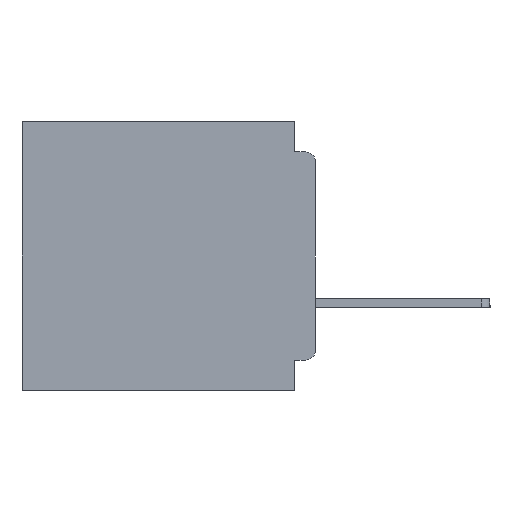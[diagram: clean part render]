
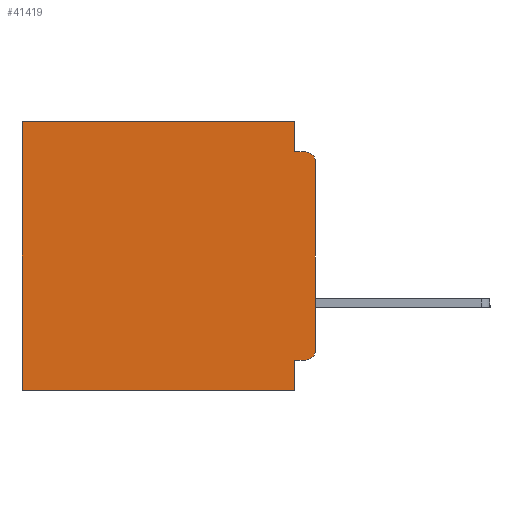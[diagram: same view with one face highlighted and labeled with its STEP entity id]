
A CAD part, left-side view. The second image highlights one B-rep face of the part: STEP entity #41419.
In plain terms, the highlighted planar face has unit normal (-1, 0, 0).
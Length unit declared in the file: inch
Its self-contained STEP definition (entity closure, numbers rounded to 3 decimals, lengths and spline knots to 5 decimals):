
#643 = DIRECTION ( 'NONE',  ( 0., 0., -1. ) ) ;
#1939 = EDGE_CURVE ( 'NONE', #32265, #5793, #33251, .T. ) ;
#3656 = VERTEX_POINT ( 'NONE', #9639 ) ;
#3906 = CARTESIAN_POINT ( 'NONE',  ( 0.3, 0.437, 0. ) ) ;
#4140 = EDGE_CURVE ( 'NONE', #6929, #22658, #22430, .T. ) ;
#4582 = VERTEX_POINT ( 'NONE', #26483 ) ;
#4823 = EDGE_CURVE ( 'NONE', #15586, #5793, #10056, .T. ) ;
#5045 = LINE ( 'NONE', #19577, #15644 ) ;
#5793 = VERTEX_POINT ( 'NONE', #12045 ) ;
#6929 = VERTEX_POINT ( 'NONE', #3906 ) ;
#7928 = VERTEX_POINT ( 'NONE', #26126 ) ;
#8980 = DIRECTION ( 'NONE',  ( -1., 0., 0. ) ) ;
#9135 = ORIENTED_EDGE ( 'NONE', *, *, #29892, .T. ) ;
#9524 = VERTEX_POINT ( 'NONE', #18136 ) ;
#9639 = CARTESIAN_POINT ( 'NONE',  ( 0.3, 0., -0.34 ) ) ;
#10019 = DIRECTION ( 'NONE',  ( 0., 1., 0. ) ) ;
#10056 = LINE ( 'NONE', #13269, #18497 ) ;
#10479 = PLANE ( 'NONE',  #25720 ) ;
#11147 = CARTESIAN_POINT ( 'NONE',  ( 0.3, 0.015, -0.06 ) ) ;
#11228 = LINE ( 'NONE', #15314, #29080 ) ;
#11420 = CARTESIAN_POINT ( 'NONE',  ( 0.3, 0.437, -0.4 ) ) ;
#11945 = CARTESIAN_POINT ( 'NONE',  ( 0.3, 0., -0.06 ) ) ;
#12045 = CARTESIAN_POINT ( 'NONE',  ( 0.3, 0.015, -0.045 ) ) ;
#13269 = CARTESIAN_POINT ( 'NONE',  ( 0.3, 0., -0.045 ) ) ;
#14834 = CARTESIAN_POINT ( 'NONE',  ( 0.3, 0.031, 0. ) ) ;
#15314 = CARTESIAN_POINT ( 'NONE',  ( 0.3, 0., 0. ) ) ;
#15586 = VERTEX_POINT ( 'NONE', #19769 ) ;
#15644 = VECTOR ( 'NONE', #44341, 39.37008 ) ;
#15753 = ORIENTED_EDGE ( 'NONE', *, *, #4823, .F. ) ;
#15965 = AXIS2_PLACEMENT_3D ( 'NONE', #11147, #40159, #38249 ) ;
#15976 = CIRCLE ( 'NONE', #27140, 0.015 ) ;
#16088 = EDGE_CURVE ( 'NONE', #17589, #4582, #5045, .T. ) ;
#16446 = ORIENTED_EDGE ( 'NONE', *, *, #1939, .T. ) ;
#16902 = DIRECTION ( 'NONE',  ( 0., -1., 0. ) ) ;
#17589 = VERTEX_POINT ( 'NONE', #31069 ) ;
#17634 = EDGE_CURVE ( 'NONE', #9524, #22658, #22188, .T. ) ;
#17686 = LINE ( 'NONE', #24240, #34315 ) ;
#17857 = ORIENTED_EDGE ( 'NONE', *, *, #18393, .F. ) ;
#18136 = CARTESIAN_POINT ( 'NONE',  ( 0.3, 0.031, -0.4 ) ) ;
#18393 = EDGE_CURVE ( 'NONE', #7928, #15586, #27625, .T. ) ;
#18497 = VECTOR ( 'NONE', #16902, 39.37008 ) ;
#19577 = CARTESIAN_POINT ( 'NONE',  ( 0.3, 0., -0.355 ) ) ;
#19755 = LINE ( 'NONE', #29116, #28033 ) ;
#19769 = CARTESIAN_POINT ( 'NONE',  ( 0.3, 0.031, -0.045 ) ) ;
#20441 = EDGE_CURVE ( 'NONE', #32265, #3656, #19755, .T. ) ;
#20895 = DIRECTION ( 'NONE',  ( 0., 0., -1. ) ) ;
#22188 = LINE ( 'NONE', #34967, #41022 ) ;
#22430 = LINE ( 'NONE', #11420, #30746 ) ;
#22480 = DIRECTION ( 'NONE',  ( 0., 1., 0. ) ) ;
#22658 = VERTEX_POINT ( 'NONE', #27252 ) ;
#23484 = ORIENTED_EDGE ( 'NONE', *, *, #20441, .F. ) ;
#24240 = CARTESIAN_POINT ( 'NONE',  ( 0.3, 0.031, -0.4 ) ) ;
#25720 = AXIS2_PLACEMENT_3D ( 'NONE', #35420, #42085, #20895 ) ;
#26126 = CARTESIAN_POINT ( 'NONE',  ( 0.3, 0.031, 0. ) ) ;
#26229 = EDGE_LOOP ( 'NONE', ( #23484, #16446, #15753, #17857, #45231, #33854, #26591, #41919, #34832, #9135 ) ) ;
#26483 = CARTESIAN_POINT ( 'NONE',  ( 0.3, 0.031, -0.355 ) ) ;
#26591 = ORIENTED_EDGE ( 'NONE', *, *, #17634, .F. ) ;
#27140 = AXIS2_PLACEMENT_3D ( 'NONE', #30329, #8980, #33916 ) ;
#27252 = CARTESIAN_POINT ( 'NONE',  ( 0.3, 0.437, -0.4 ) ) ;
#27625 = LINE ( 'NONE', #14834, #45370 ) ;
#27774 = DIRECTION ( 'NONE',  ( 0., 0., -1. ) ) ;
#28033 = VECTOR ( 'NONE', #643, 39.37008 ) ;
#29080 = VECTOR ( 'NONE', #22480, 39.37008 ) ;
#29116 = CARTESIAN_POINT ( 'NONE',  ( 0.3, 0., -0.4 ) ) ;
#29892 = EDGE_CURVE ( 'NONE', #17589, #3656, #15976, .T. ) ;
#30329 = CARTESIAN_POINT ( 'NONE',  ( 0.3, 0.015, -0.34 ) ) ;
#30746 = VECTOR ( 'NONE', #30941, 39.37008 ) ;
#30941 = DIRECTION ( 'NONE',  ( 0., 0., -1. ) ) ;
#31069 = CARTESIAN_POINT ( 'NONE',  ( 0.3, 0.015, -0.355 ) ) ;
#32265 = VERTEX_POINT ( 'NONE', #11945 ) ;
#32707 = DIRECTION ( 'NONE',  ( 0., 0., -1. ) ) ;
#32831 = FACE_OUTER_BOUND ( 'NONE', #26229, .T. ) ;
#33251 = CIRCLE ( 'NONE', #15965, 0.015 ) ;
#33854 = ORIENTED_EDGE ( 'NONE', *, *, #4140, .T. ) ;
#33916 = DIRECTION ( 'NONE',  ( 0., 0., -1. ) ) ;
#34315 = VECTOR ( 'NONE', #27774, 39.37008 ) ;
#34832 = ORIENTED_EDGE ( 'NONE', *, *, #16088, .F. ) ;
#34967 = CARTESIAN_POINT ( 'NONE',  ( 0.3, 0., -0.4 ) ) ;
#35420 = CARTESIAN_POINT ( 'NONE',  ( 0.3, 0., -0.4 ) ) ;
#36824 = EDGE_CURVE ( 'NONE', #4582, #9524, #17686, .T. ) ;
#38249 = DIRECTION ( 'NONE',  ( 0., 0., -1. ) ) ;
#39946 = EDGE_CURVE ( 'NONE', #7928, #6929, #11228, .T. ) ;
#40159 = DIRECTION ( 'NONE',  ( -1., 0., 0. ) ) ;
#41022 = VECTOR ( 'NONE', #10019, 39.37008 ) ;
#41419 = ADVANCED_FACE ( 'NONE', ( #32831 ), #10479, .F. ) ;
#41919 = ORIENTED_EDGE ( 'NONE', *, *, #36824, .F. ) ;
#42085 = DIRECTION ( 'NONE',  ( 1., 0., 0. ) ) ;
#44341 = DIRECTION ( 'NONE',  ( 0., 1., 0. ) ) ;
#45231 = ORIENTED_EDGE ( 'NONE', *, *, #39946, .T. ) ;
#45370 = VECTOR ( 'NONE', #32707, 39.37008 ) ;
